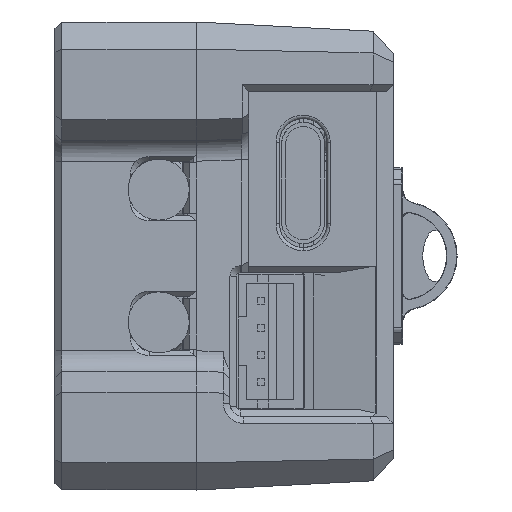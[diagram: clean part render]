
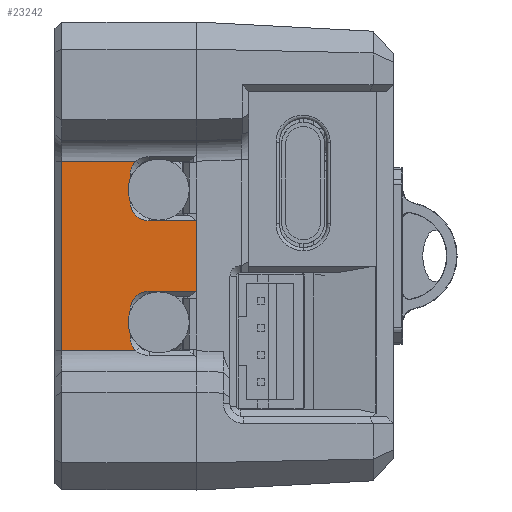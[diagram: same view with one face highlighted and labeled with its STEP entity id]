
A CAD part, left-side view. The second image highlights one B-rep face of the part: STEP entity #23242.
In plain terms, the highlighted planar face has unit normal (-1, 0, 0).
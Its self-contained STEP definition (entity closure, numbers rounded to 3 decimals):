
#376 = DIRECTION ( 'NONE',  ( 0., 0., -1. ) ) ;
#1644 = VERTEX_POINT ( 'NONE', #42292 ) ;
#2433 = VERTEX_POINT ( 'NONE', #52284 ) ;
#2683 = DIRECTION ( 'NONE',  ( 0., 0., -1. ) ) ;
#3383 = CARTESIAN_POINT ( 'NONE',  ( -31.075, 17.4, -6. ) ) ;
#4741 = VERTEX_POINT ( 'NONE', #3383 ) ;
#5434 = CARTESIAN_POINT ( 'NONE',  ( -31.075, 12.6, 2.6 ) ) ;
#6010 = CARTESIAN_POINT ( 'NONE',  ( -31.075, 16., 4. ) ) ;
#6180 = AXIS2_PLACEMENT_3D ( 'NONE', #50582, #83496, #77201 ) ;
#8579 = ORIENTED_EDGE ( 'NONE', *, *, #26949, .T. ) ;
#8824 = CARTESIAN_POINT ( 'NONE',  ( -31.075, 22.45, 6.99 ) ) ;
#9125 = AXIS2_PLACEMENT_3D ( 'NONE', #67913, #48408, #2683 ) ;
#10069 = EDGE_CURVE ( 'NONE', #77014, #20065, #41312, .T. ) ;
#10091 = CARTESIAN_POINT ( 'NONE',  ( -31.075, 17.4, -4. ) ) ;
#10139 = VERTEX_POINT ( 'NONE', #20368 ) ;
#11913 = CARTESIAN_POINT ( 'NONE',  ( -31.075, 12.5, -2.6 ) ) ;
#12398 = EDGE_CURVE ( 'NONE', #1644, #77442, #29605, .T. ) ;
#12688 = DIRECTION ( 'NONE',  ( 1., 0., 0. ) ) ;
#13589 = LINE ( 'NONE', #10091, #67441 ) ;
#14213 = VECTOR ( 'NONE', #26383, 1000. ) ;
#14878 = CARTESIAN_POINT ( 'NONE',  ( -31.075, 12.5, -2.5 ) ) ;
#15723 = DIRECTION ( 'NONE',  ( 0., 0.707, 0.707 ) ) ;
#16441 = ORIENTED_EDGE ( 'NONE', *, *, #46017, .T. ) ;
#17775 = CARTESIAN_POINT ( 'NONE',  ( -31.075, 12.6, -2.6 ) ) ;
#19341 = VERTEX_POINT ( 'NONE', #5434 ) ;
#19515 = DIRECTION ( 'NONE',  ( 0., 1., 0. ) ) ;
#19726 = CARTESIAN_POINT ( 'NONE',  ( -31.075, 17.4, -4. ) ) ;
#20065 = VERTEX_POINT ( 'NONE', #14878 ) ;
#20368 = CARTESIAN_POINT ( 'NONE',  ( -31.075, 16., -2.6 ) ) ;
#22216 = VECTOR ( 'NONE', #79275, 1000. ) ;
#22412 = EDGE_CURVE ( 'NONE', #60013, #42390, #27385, .T. ) ;
#23242 = ADVANCED_FACE ( 'NONE', ( #70757 ), #51162, .T. ) ;
#25749 = CARTESIAN_POINT ( 'NONE',  ( -31.075, 16., 6. ) ) ;
#26383 = DIRECTION ( 'NONE',  ( 0., -0.707, 0.707 ) ) ;
#26566 = VERTEX_POINT ( 'NONE', #17775 ) ;
#26949 = EDGE_CURVE ( 'NONE', #77014, #19341, #64736, .T. ) ;
#27385 = CIRCLE ( 'NONE', #75047, 1.4 ) ;
#27496 = VERTEX_POINT ( 'NONE', #8824 ) ;
#29605 = LINE ( 'NONE', #67695, #61155 ) ;
#33001 = ORIENTED_EDGE ( 'NONE', *, *, #10069, .F. ) ;
#33431 = LINE ( 'NONE', #56587, #83175 ) ;
#34156 = EDGE_CURVE ( 'NONE', #19341, #60013, #49805, .T. ) ;
#34524 = CARTESIAN_POINT ( 'NONE',  ( -31.075, 16.475, 6.475 ) ) ;
#34863 = CARTESIAN_POINT ( 'NONE',  ( -31.075, 16.99, -6.99 ) ) ;
#35406 = DIRECTION ( 'NONE',  ( 0., -1., 0. ) ) ;
#36503 = LINE ( 'NONE', #65955, #22216 ) ;
#36669 = ORIENTED_EDGE ( 'NONE', *, *, #79005, .T. ) ;
#38591 = CARTESIAN_POINT ( 'NONE',  ( -31.075, 12.5, 0. ) ) ;
#39957 = CARTESIAN_POINT ( 'NONE',  ( -31.075, 22.45, 0. ) ) ;
#40608 = CIRCLE ( 'NONE', #55637, 1.4 ) ;
#41312 = LINE ( 'NONE', #38591, #61610 ) ;
#41785 = ORIENTED_EDGE ( 'NONE', *, *, #51381, .T. ) ;
#42292 = CARTESIAN_POINT ( 'NONE',  ( -31.075, 22.45, -6.99 ) ) ;
#42390 = VERTEX_POINT ( 'NONE', #55942 ) ;
#43632 = ORIENTED_EDGE ( 'NONE', *, *, #48956, .T. ) ;
#43674 = VECTOR ( 'NONE', #19515, 1000. ) ;
#44697 = LINE ( 'NONE', #57945, #14213 ) ;
#46017 = EDGE_CURVE ( 'NONE', #27496, #1644, #74673, .T. ) ;
#46232 = DIRECTION ( 'NONE',  ( 0., 0., -1. ) ) ;
#47424 = EDGE_CURVE ( 'NONE', #42390, #2433, #33431, .T. ) ;
#47601 = ORIENTED_EDGE ( 'NONE', *, *, #68145, .T. ) ;
#48408 = DIRECTION ( 'NONE',  ( 1., 0., 0. ) ) ;
#48532 = ORIENTED_EDGE ( 'NONE', *, *, #47424, .T. ) ;
#48956 = EDGE_CURVE ( 'NONE', #2433, #69056, #40608, .T. ) ;
#49805 = LINE ( 'NONE', #71469, #43674 ) ;
#50582 = CARTESIAN_POINT ( 'NONE',  ( -31.075, 16., -4. ) ) ;
#51162 = PLANE ( 'NONE',  #68091 ) ;
#51381 = EDGE_CURVE ( 'NONE', #26566, #20065, #44697, .T. ) ;
#51437 = DIRECTION ( 'NONE',  ( 0., 0., -1. ) ) ;
#51450 = ORIENTED_EDGE ( 'NONE', *, *, #82133, .T. ) ;
#51585 = ORIENTED_EDGE ( 'NONE', *, *, #12398, .T. ) ;
#51675 = CARTESIAN_POINT ( 'NONE',  ( -31.075, 16., 2.6 ) ) ;
#52284 = CARTESIAN_POINT ( 'NONE',  ( -31.075, 17.4, 6. ) ) ;
#52599 = VECTOR ( 'NONE', #15723, 1000. ) ;
#53000 = CARTESIAN_POINT ( 'NONE',  ( -31.075, 16.99, 6.99 ) ) ;
#53145 = ORIENTED_EDGE ( 'NONE', *, *, #22412, .T. ) ;
#55637 = AXIS2_PLACEMENT_3D ( 'NONE', #25749, #12688, #57866 ) ;
#55942 = CARTESIAN_POINT ( 'NONE',  ( -31.075, 17.4, 4. ) ) ;
#56587 = CARTESIAN_POINT ( 'NONE',  ( -31.075, 17.4, 6. ) ) ;
#57866 = DIRECTION ( 'NONE',  ( 0., 0., -1. ) ) ;
#57945 = CARTESIAN_POINT ( 'NONE',  ( -31.075, 16.475, -6.475 ) ) ;
#57967 = CARTESIAN_POINT ( 'NONE',  ( -31.075, 22.95, 0. ) ) ;
#58025 = DIRECTION ( 'NONE',  ( 1., 0., 0. ) ) ;
#60013 = VERTEX_POINT ( 'NONE', #51675 ) ;
#61155 = VECTOR ( 'NONE', #35406, 1000. ) ;
#61439 = VECTOR ( 'NONE', #83736, 1000. ) ;
#61610 = VECTOR ( 'NONE', #71226, 1000. ) ;
#62055 = ORIENTED_EDGE ( 'NONE', *, *, #34156, .T. ) ;
#62386 = EDGE_CURVE ( 'NONE', #10139, #26566, #64411, .T. ) ;
#63105 = DIRECTION ( 'NONE',  ( 0., 0., 1. ) ) ;
#64411 = LINE ( 'NONE', #11913, #61439 ) ;
#64736 = LINE ( 'NONE', #34524, #52599 ) ;
#65955 = CARTESIAN_POINT ( 'NONE',  ( -31.075, 22.95, 6.99 ) ) ;
#67290 = CIRCLE ( 'NONE', #6180, 1.4 ) ;
#67441 = VECTOR ( 'NONE', #82492, 1000. ) ;
#67596 = ORIENTED_EDGE ( 'NONE', *, *, #83955, .T. ) ;
#67695 = CARTESIAN_POINT ( 'NONE',  ( -31.075, 12.5, -6.99 ) ) ;
#67913 = CARTESIAN_POINT ( 'NONE',  ( -31.075, 16., -6. ) ) ;
#68091 = AXIS2_PLACEMENT_3D ( 'NONE', #57967, #71022, #51437 ) ;
#68145 = EDGE_CURVE ( 'NONE', #77442, #4741, #82361, .T. ) ;
#68840 = CARTESIAN_POINT ( 'NONE',  ( -31.075, 12.5, 2.5 ) ) ;
#69056 = VERTEX_POINT ( 'NONE', #53000 ) ;
#70607 = VECTOR ( 'NONE', #46232, 1000. ) ;
#70757 = FACE_OUTER_BOUND ( 'NONE', #77846, .T. ) ;
#71022 = DIRECTION ( 'NONE',  ( -1., 0., 0. ) ) ;
#71226 = DIRECTION ( 'NONE',  ( 0., 0., -1. ) ) ;
#71469 = CARTESIAN_POINT ( 'NONE',  ( -31.075, 16., 2.6 ) ) ;
#72818 = ORIENTED_EDGE ( 'NONE', *, *, #62386, .T. ) ;
#74645 = VERTEX_POINT ( 'NONE', #19726 ) ;
#74673 = LINE ( 'NONE', #39957, #70607 ) ;
#75047 = AXIS2_PLACEMENT_3D ( 'NONE', #6010, #58025, #376 ) ;
#77014 = VERTEX_POINT ( 'NONE', #68840 ) ;
#77201 = DIRECTION ( 'NONE',  ( 0., 0., -1. ) ) ;
#77442 = VERTEX_POINT ( 'NONE', #34863 ) ;
#77846 = EDGE_LOOP ( 'NONE', ( #51450, #16441, #51585, #47601, #36669, #67596, #72818, #41785, #33001, #8579, #62055, #53145, #48532, #43632 ) ) ;
#79005 = EDGE_CURVE ( 'NONE', #4741, #74645, #13589, .T. ) ;
#79275 = DIRECTION ( 'NONE',  ( 0., 1., 0. ) ) ;
#82133 = EDGE_CURVE ( 'NONE', #69056, #27496, #36503, .T. ) ;
#82361 = CIRCLE ( 'NONE', #9125, 1.4 ) ;
#82492 = DIRECTION ( 'NONE',  ( 0., 0., 1. ) ) ;
#83175 = VECTOR ( 'NONE', #63105, 1000. ) ;
#83496 = DIRECTION ( 'NONE',  ( 1., 0., 0. ) ) ;
#83736 = DIRECTION ( 'NONE',  ( 0., -1., 0. ) ) ;
#83955 = EDGE_CURVE ( 'NONE', #74645, #10139, #67290, .T. ) ;
